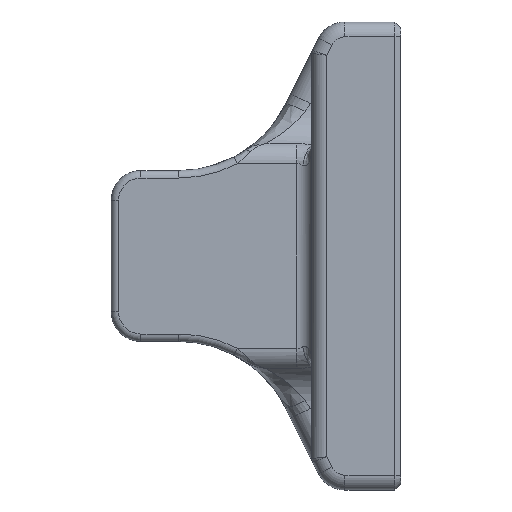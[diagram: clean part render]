
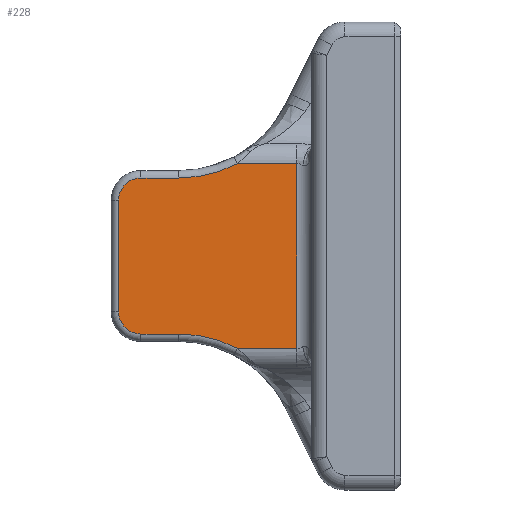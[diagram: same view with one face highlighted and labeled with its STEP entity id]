
A CAD part, front view. The second image highlights one B-rep face of the part: STEP entity #228.
In plain terms, the highlighted planar face has unit normal (0, -1, 0).
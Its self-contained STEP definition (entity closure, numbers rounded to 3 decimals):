
#136 = CIRCLE ( 'NONE', #4498, 8.5 ) ;
#195 = ORIENTED_EDGE ( 'NONE', *, *, #4706, .T. ) ;
#228 = ADVANCED_FACE ( 'NONE', ( #4738 ), #1898, .F. ) ;
#286 = CARTESIAN_POINT ( 'NONE',  ( -6., 8., 12.5 ) ) ;
#484 = VERTEX_POINT ( 'NONE', #1015 ) ;
#510 = AXIS2_PLACEMENT_3D ( 'NONE', #286, #1879, #1851 ) ;
#556 = ORIENTED_EDGE ( 'NONE', *, *, #1131, .T. ) ;
#591 = CARTESIAN_POINT ( 'NONE',  ( 4.5, 8., 22.5 ) ) ;
#767 = VERTEX_POINT ( 'NONE', #4900 ) ;
#816 = EDGE_LOOP ( 'NONE', ( #556, #861, #2517, #4670, #2281, #1809, #195, #4616, #4886, #1828 ) ) ;
#861 = ORIENTED_EDGE ( 'NONE', *, *, #2049, .T. ) ;
#947 = VECTOR ( 'NONE', #4040, 1000. ) ;
#949 = VERTEX_POINT ( 'NONE', #1334 ) ;
#1007 = CIRCLE ( 'NONE', #3885, 1.5 ) ;
#1015 = CARTESIAN_POINT ( 'NONE',  ( -7.5, 8., 12.5 ) ) ;
#1052 = EDGE_CURVE ( 'NONE', #4027, #3725, #3521, .T. ) ;
#1069 = VECTOR ( 'NONE', #1975, 1000. ) ;
#1073 = DIRECTION ( 'NONE',  ( 1., 0., 0. ) ) ;
#1131 = EDGE_CURVE ( 'NONE', #949, #767, #4512, .T. ) ;
#1181 = DIRECTION ( 'NONE',  ( -1., 0., 0. ) ) ;
#1185 = CARTESIAN_POINT ( 'NONE',  ( 0.497, 8., 2.531 ) ) ;
#1202 = CARTESIAN_POINT ( 'NONE',  ( 5.5, 8., -7.5 ) ) ;
#1327 = DIRECTION ( 'NONE',  ( -1., 0., 0. ) ) ;
#1334 = CARTESIAN_POINT ( 'NONE',  ( 4.5, 8., 2.531 ) ) ;
#1354 = CARTESIAN_POINT ( 'NONE',  ( -6., 8., 5. ) ) ;
#1489 = CARTESIAN_POINT ( 'NONE',  ( -3.444, 8., -5. ) ) ;
#1542 = CARTESIAN_POINT ( 'NONE',  ( -7.5, 8., 5. ) ) ;
#1577 = VECTOR ( 'NONE', #1073, 1000. ) ;
#1770 = CARTESIAN_POINT ( 'NONE',  ( -7.5, 8., -7.5 ) ) ;
#1809 = ORIENTED_EDGE ( 'NONE', *, *, #4693, .T. ) ;
#1828 = ORIENTED_EDGE ( 'NONE', *, *, #4192, .T. ) ;
#1847 = DIRECTION ( 'NONE',  ( 0., 0., 1. ) ) ;
#1851 = DIRECTION ( 'NONE',  ( 0., 0., 1. ) ) ;
#1879 = DIRECTION ( 'NONE',  ( 0., -1., 0. ) ) ;
#1898 = PLANE ( 'NONE',  #2697 ) ;
#1968 = DIRECTION ( 'NONE',  ( 0., 0., 1. ) ) ;
#1975 = DIRECTION ( 'NONE',  ( 1., 0., 0. ) ) ;
#2049 = EDGE_CURVE ( 'NONE', #767, #2656, #4558, .T. ) ;
#2132 = CARTESIAN_POINT ( 'NONE',  ( 0.497, 8., 14.969 ) ) ;
#2164 = VERTEX_POINT ( 'NONE', #1185 ) ;
#2281 = ORIENTED_EDGE ( 'NONE', *, *, #4528, .T. ) ;
#2445 = CARTESIAN_POINT ( 'NONE',  ( -3.444, 8., 3.5 ) ) ;
#2506 = EDGE_CURVE ( 'NONE', #3480, #2164, #4897, .T. ) ;
#2517 = ORIENTED_EDGE ( 'NONE', *, *, #3131, .T. ) ;
#2612 = CARTESIAN_POINT ( 'NONE',  ( 5.5, 8., 2.531 ) ) ;
#2656 = VERTEX_POINT ( 'NONE', #2132 ) ;
#2667 = DIRECTION ( 'NONE',  ( 0., 1., 0. ) ) ;
#2697 = AXIS2_PLACEMENT_3D ( 'NONE', #1202, #2667, #3491 ) ;
#2733 = CARTESIAN_POINT ( 'NONE',  ( -3.444, 8., 22.5 ) ) ;
#2792 = VERTEX_POINT ( 'NONE', #1542 ) ;
#2824 = EDGE_CURVE ( 'NONE', #4007, #3480, #3618, .T. ) ;
#2887 = CIRCLE ( 'NONE', #510, 1.5 ) ;
#3131 = EDGE_CURVE ( 'NONE', #2656, #4027, #136, .T. ) ;
#3212 = VECTOR ( 'NONE', #4861, 1000. ) ;
#3227 = CARTESIAN_POINT ( 'NONE',  ( 5.5, 8., 3.5 ) ) ;
#3275 = CARTESIAN_POINT ( 'NONE',  ( -3.444, 8., 14. ) ) ;
#3277 = LINE ( 'NONE', #1770, #3212 ) ;
#3301 = DIRECTION ( 'NONE',  ( 0., -1., 0. ) ) ;
#3480 = VERTEX_POINT ( 'NONE', #2445 ) ;
#3485 = LINE ( 'NONE', #2612, #1577 ) ;
#3491 = DIRECTION ( 'NONE',  ( 1., 0., 0. ) ) ;
#3521 = LINE ( 'NONE', #4353, #4733 ) ;
#3540 = CARTESIAN_POINT ( 'NONE',  ( -6., 8., 3.5 ) ) ;
#3618 = LINE ( 'NONE', #3227, #1069 ) ;
#3725 = VERTEX_POINT ( 'NONE', #3911 ) ;
#3806 = DIRECTION ( 'NONE',  ( 0., 1., 0. ) ) ;
#3885 = AXIS2_PLACEMENT_3D ( 'NONE', #1354, #3301, #4917 ) ;
#3911 = CARTESIAN_POINT ( 'NONE',  ( -6., 8., 14. ) ) ;
#4007 = VERTEX_POINT ( 'NONE', #3540 ) ;
#4027 = VERTEX_POINT ( 'NONE', #3275 ) ;
#4040 = DIRECTION ( 'NONE',  ( 0., 0., 1. ) ) ;
#4068 = AXIS2_PLACEMENT_3D ( 'NONE', #1489, #3806, #1847 ) ;
#4192 = EDGE_CURVE ( 'NONE', #2164, #949, #3485, .T. ) ;
#4317 = DIRECTION ( 'NONE',  ( 0., 1., 0. ) ) ;
#4353 = CARTESIAN_POINT ( 'NONE',  ( 5.5, 8., 14. ) ) ;
#4478 = CARTESIAN_POINT ( 'NONE',  ( 5.5, 8., 14.969 ) ) ;
#4498 = AXIS2_PLACEMENT_3D ( 'NONE', #2733, #4317, #1968 ) ;
#4512 = LINE ( 'NONE', #591, #947 ) ;
#4528 = EDGE_CURVE ( 'NONE', #3725, #484, #2887, .T. ) ;
#4558 = LINE ( 'NONE', #4478, #4581 ) ;
#4581 = VECTOR ( 'NONE', #1327, 1000. ) ;
#4616 = ORIENTED_EDGE ( 'NONE', *, *, #2824, .T. ) ;
#4670 = ORIENTED_EDGE ( 'NONE', *, *, #1052, .T. ) ;
#4693 = EDGE_CURVE ( 'NONE', #484, #2792, #3277, .T. ) ;
#4706 = EDGE_CURVE ( 'NONE', #2792, #4007, #1007, .T. ) ;
#4733 = VECTOR ( 'NONE', #1181, 1000. ) ;
#4738 = FACE_OUTER_BOUND ( 'NONE', #816, .T. ) ;
#4861 = DIRECTION ( 'NONE',  ( 0., 0., -1. ) ) ;
#4886 = ORIENTED_EDGE ( 'NONE', *, *, #2506, .T. ) ;
#4897 = CIRCLE ( 'NONE', #4068, 8.5 ) ;
#4900 = CARTESIAN_POINT ( 'NONE',  ( 4.5, 8., 14.969 ) ) ;
#4917 = DIRECTION ( 'NONE',  ( 0., 0., 1. ) ) ;
